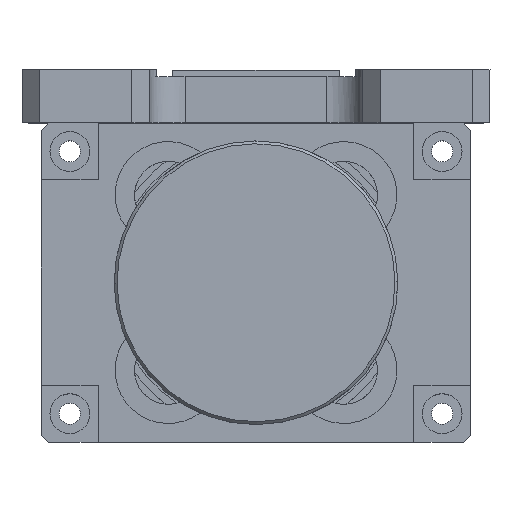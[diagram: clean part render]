
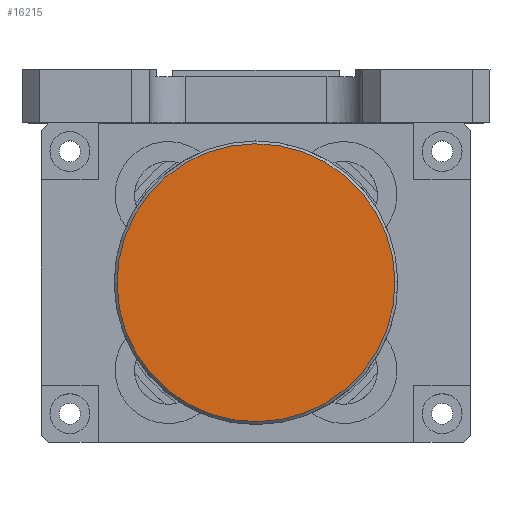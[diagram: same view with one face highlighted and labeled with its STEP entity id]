
A CAD part, top view. The second image highlights one B-rep face of the part: STEP entity #16215.
In plain terms, the highlighted planar face has unit normal (0, 0, 1).
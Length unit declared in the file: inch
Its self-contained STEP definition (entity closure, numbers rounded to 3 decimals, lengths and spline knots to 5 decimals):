
#1765 = CARTESIAN_POINT ( 'NONE',  ( 0., -0.00255, 1.67293 ) ) ;
#1768 = FACE_OUTER_BOUND ( 'NONE', #20186, .T. ) ;
#1769 = PLANE ( 'NONE',  #17579 ) ;
#1772 = DIRECTION ( 'NONE',  ( 0., 0., -1. ) ) ;
#1773 = DIRECTION ( 'NONE',  ( -1., -0.008, 0. ) ) ;
#3824 = CARTESIAN_POINT ( 'NONE',  ( 0.97997, 0.00487, 1.67293 ) ) ;
#3832 = CARTESIAN_POINT ( 'NONE',  ( -0.97997, -0.00998, 1.67293 ) ) ;
#6774 = CIRCLE ( 'NONE', #6777, 0.98 ) ;
#6777 = AXIS2_PLACEMENT_3D ( 'NONE', #9324, #9325, #9326 ) ;
#6799 = CIRCLE ( 'NONE', #6803, 0.98 ) ;
#6803 = AXIS2_PLACEMENT_3D ( 'NONE', #9376, #9377, #9378 ) ;
#7227 = ORIENTED_EDGE ( 'NONE', *, *, #22981, .T. ) ;
#9324 = CARTESIAN_POINT ( 'NONE',  ( 0., -0.00255, 1.67293 ) ) ;
#9325 = DIRECTION ( 'NONE',  ( 0., 0., 1. ) ) ;
#9326 = DIRECTION ( 'NONE',  ( -1., -0.008, 0. ) ) ;
#9376 = CARTESIAN_POINT ( 'NONE',  ( 0., -0.00255, 1.67293 ) ) ;
#9377 = DIRECTION ( 'NONE',  ( 0., 0., 1. ) ) ;
#9378 = DIRECTION ( 'NONE',  ( -1., -0.008, 0. ) ) ;
#12696 = ORIENTED_EDGE ( 'NONE', *, *, #23017, .T. ) ;
#16215 = ADVANCED_FACE ( 'NONE', ( #1768 ), #1769, .F. ) ;
#17579 = AXIS2_PLACEMENT_3D ( 'NONE', #1765, #1772, #1773 ) ;
#20186 = EDGE_LOOP ( 'NONE', ( #7227, #12696 ) ) ;
#22981 = EDGE_CURVE ( 'NONE', #24756, #24748, #6774, .T. ) ;
#23017 = EDGE_CURVE ( 'NONE', #24748, #24756, #6799, .T. ) ;
#24748 = VERTEX_POINT ( 'NONE', #3824 ) ;
#24756 = VERTEX_POINT ( 'NONE', #3832 ) ;
